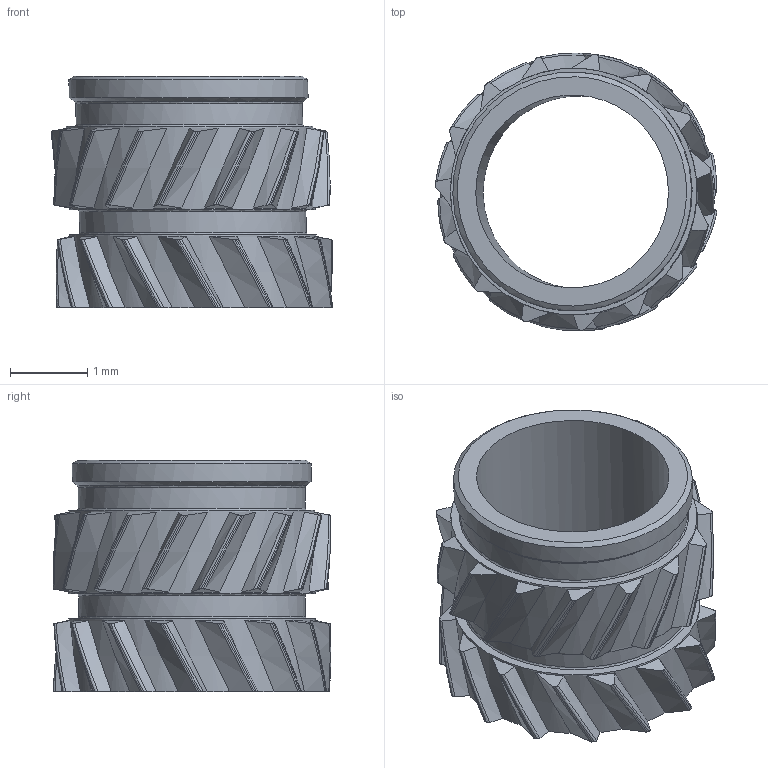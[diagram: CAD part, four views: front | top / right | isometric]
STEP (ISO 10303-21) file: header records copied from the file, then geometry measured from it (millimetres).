
FILE_DESCRIPTION(/* description */ (''),/* implementation_level */ '2;1');
FILE_NAME(/* name */ 'model.step',/* time_stamp */ '2023-09-14T08:12:32-07:00',/* author */ (''),/* organization */ (''),/* preprocessor_version */ 'ST-DEVELOPER v20',/* originating_system */ 'Autodesk Translation Framework v12.9.0.99',/* authorisation */ '');
FILE_SCHEMA (('AUTOMOTIVE_DESIGN { 1 0 10303 214 3 1 1 }'));
Length unit declared in the file: millimetre
Products named in the file (2): (Unsaved); M2.5 Threaded Insert
Assembly tree (1 placements, depth 2):
  (Unsaved)
    M2.5 Threaded Insert
Bounding box: 3.65 x 3.6 x 3 mm (x, y, z)
Volume: 9.7 mm3; surface area: 72.1 mm2
Topology: 1 solids, 1 shells, 213 faces, 597 edges, 402 vertices
Faces by surface type: bspline 208, plane 5
Entity records: 15027 total; most frequent: CARTESIAN_POINT 10602, ORIENTED_EDGE 1194, DIRECTION 632, EDGE_CURVE 597, VERTEX_POINT 402, AXIS2_PLACEMENT_3D 301, ELLIPSE 293, EDGE_LOOP 231
